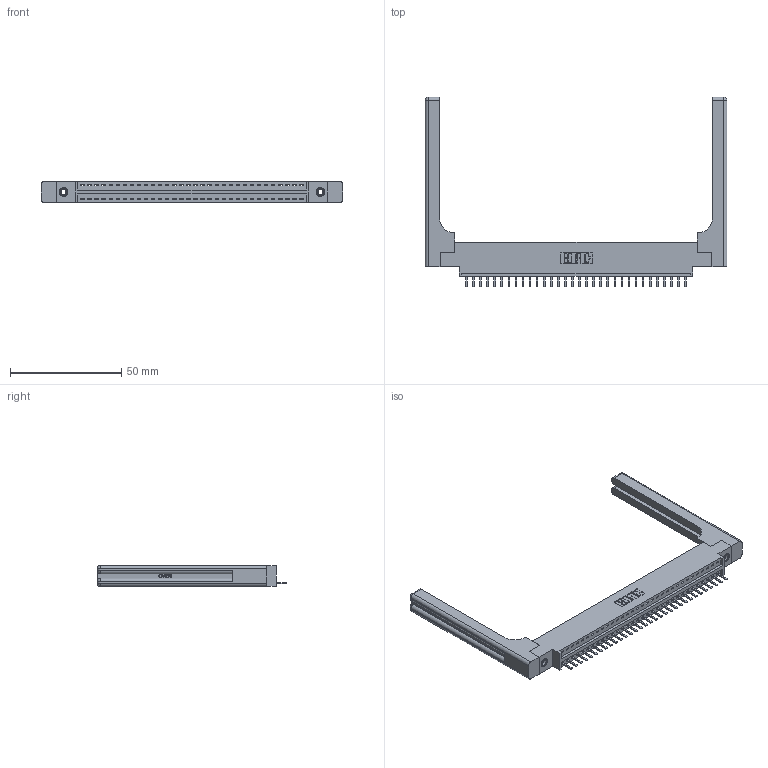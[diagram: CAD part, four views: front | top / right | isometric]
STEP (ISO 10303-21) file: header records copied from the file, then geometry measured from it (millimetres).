
FILE_DESCRIPTION (( 'STEP AP203' ), '1' );
FILE_NAME ('346-032-520-658.STEP', '2022-05-06T17:56:26', ( '' ), ( '' ), 'SwSTEP 2.0', 'SolidWorks 2020', '' );
FILE_SCHEMA (( 'CONFIG_CONTROL_DESIGN' ));
Length unit declared in the file: inch
Products named in the file (5): 346 Part_0.170 Offset - 0.156 Dia-TH; 346-220-058_345-220-058; 345-292-001_345-293-120; 346-032-520-658; 345-250-001_345-250-001-102
Assembly tree (37 placements, depth 2):
  346-032-520-658
    346 Part_0.170 Offset - 0.156 Dia-TH
    345-292-001_345-293-120  x32
    345-250-001_345-250-001-102  x2
    346-220-058_345-220-058  x2
Bounding box: 135.66 x 85.29 x 9.4 mm (x, y, z)
Volume: 20170.5 mm3; surface area: 20760.5 mm2
Topology: 37 solids, 37 shells, 2380 faces, 6931 edges, 4514 vertices
Faces by surface type: plane 1586, cylinder 734, bspline 36, cone 12, sphere 8, torus 4
Entity records: 27050 total; most frequent: CARTESIAN_POINT 5635, ORIENTED_EDGE 4384, DIRECTION 3900, EDGE_CURVE 2192, VECTOR 1836, LINE 1836, VERTEX_POINT 1450, AXIS2_PLACEMENT_3D 1032
